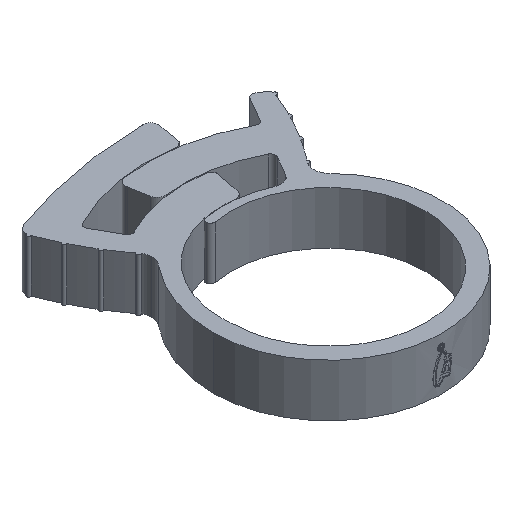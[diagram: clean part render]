
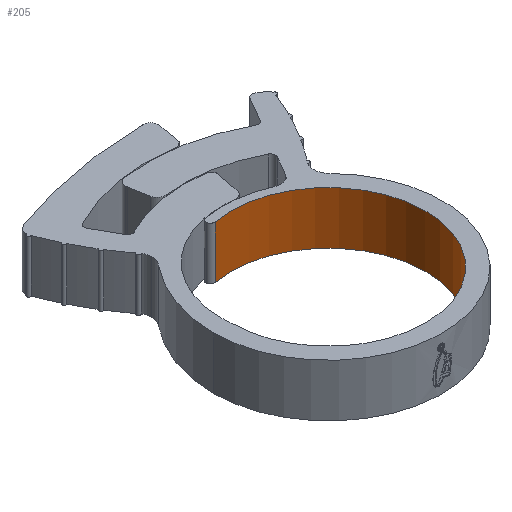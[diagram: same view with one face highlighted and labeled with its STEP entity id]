
A CAD part, isometric view. The second image highlights one B-rep face of the part: STEP entity #205.
In plain terms, the highlighted cylindrical face has radius 11.85 mm (diameter 23.7 mm), a partial arc.
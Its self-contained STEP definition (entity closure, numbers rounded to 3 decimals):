
#24 = CARTESIAN_POINT ( 'NONE',  ( 0., 0., 3.2 ) ) ;
#205 = ADVANCED_FACE ( 'NONE', ( #3065 ), #4609, .F. ) ;
#375 = ORIENTED_EDGE ( 'NONE', *, *, #5736, .T. ) ;
#636 = DIRECTION ( 'NONE',  ( -1., 0., 0. ) ) ;
#1078 = CARTESIAN_POINT ( 'NONE',  ( -11.85, 0., -3.2 ) ) ;
#1130 = LINE ( 'NONE', #1589, #1419 ) ;
#1156 = ORIENTED_EDGE ( 'NONE', *, *, #1571, .F. ) ;
#1207 = CARTESIAN_POINT ( 'NONE',  ( -2.15, 11.653, -3.2 ) ) ;
#1304 = AXIS2_PLACEMENT_3D ( 'NONE', #4764, #3217, #636 ) ;
#1419 = VECTOR ( 'NONE', #3206, 1000. ) ;
#1549 = DIRECTION ( 'NONE',  ( -1., 0., 0. ) ) ;
#1571 = EDGE_CURVE ( 'NONE', #2247, #5018, #1952, .T. ) ;
#1589 = CARTESIAN_POINT ( 'NONE',  ( -2.15, 11.653, 3.2 ) ) ;
#1853 = EDGE_CURVE ( 'NONE', #2247, #2700, #1130, .T. ) ;
#1952 = CIRCLE ( 'NONE', #1304, 11.85 ) ;
#2052 = DIRECTION ( 'NONE',  ( 0., 0., -1. ) ) ;
#2247 = VERTEX_POINT ( 'NONE', #3826 ) ;
#2313 = CARTESIAN_POINT ( 'NONE',  ( -11.85, 0., 3.2 ) ) ;
#2700 = VERTEX_POINT ( 'NONE', #1207 ) ;
#2812 = DIRECTION ( 'NONE',  ( 0., 0., -1. ) ) ;
#2972 = ORIENTED_EDGE ( 'NONE', *, *, #1853, .T. ) ;
#3065 = FACE_OUTER_BOUND ( 'NONE', #4251, .T. ) ;
#3206 = DIRECTION ( 'NONE',  ( 0., 0., -1. ) ) ;
#3217 = DIRECTION ( 'NONE',  ( 0., 0., -1. ) ) ;
#3363 = VECTOR ( 'NONE', #2812, 1000. ) ;
#3556 = CARTESIAN_POINT ( 'NONE',  ( 0., 0., -3.2 ) ) ;
#3584 = AXIS2_PLACEMENT_3D ( 'NONE', #3556, #6085, #4102 ) ;
#3760 = LINE ( 'NONE', #2313, #3363 ) ;
#3826 = CARTESIAN_POINT ( 'NONE',  ( -2.15, 11.653, 3.2 ) ) ;
#3828 = EDGE_CURVE ( 'NONE', #5018, #5704, #3760, .T. ) ;
#4102 = DIRECTION ( 'NONE',  ( -1., 0., 0. ) ) ;
#4251 = EDGE_LOOP ( 'NONE', ( #375, #4297, #1156, #2972 ) ) ;
#4297 = ORIENTED_EDGE ( 'NONE', *, *, #3828, .F. ) ;
#4301 = AXIS2_PLACEMENT_3D ( 'NONE', #24, #2052, #1549 ) ;
#4609 = CYLINDRICAL_SURFACE ( 'NONE', #4301, 11.85 ) ;
#4764 = CARTESIAN_POINT ( 'NONE',  ( 0., 0., 3.2 ) ) ;
#5018 = VERTEX_POINT ( 'NONE', #6362 ) ;
#5701 = CIRCLE ( 'NONE', #3584, 11.85 ) ;
#5704 = VERTEX_POINT ( 'NONE', #1078 ) ;
#5736 = EDGE_CURVE ( 'NONE', #2700, #5704, #5701, .T. ) ;
#6085 = DIRECTION ( 'NONE',  ( 0., 0., -1. ) ) ;
#6362 = CARTESIAN_POINT ( 'NONE',  ( -11.85, 0., 3.2 ) ) ;
